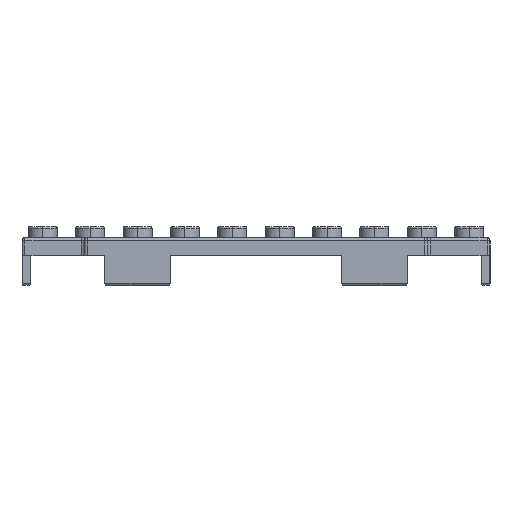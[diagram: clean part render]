
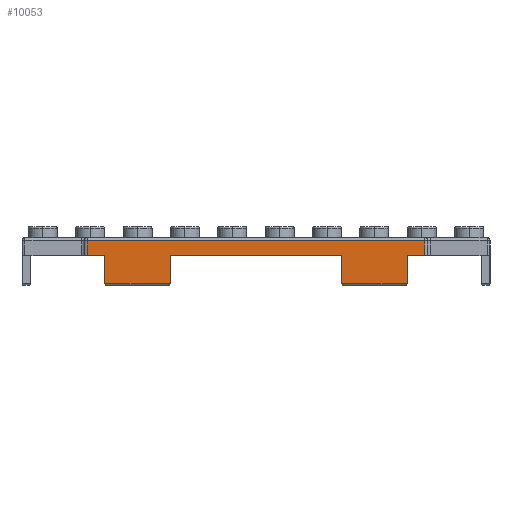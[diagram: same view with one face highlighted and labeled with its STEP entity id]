
A CAD part, left-side view. The second image highlights one B-rep face of the part: STEP entity #10053.
In plain terms, the highlighted planar face has unit normal (-1, 0, 0).
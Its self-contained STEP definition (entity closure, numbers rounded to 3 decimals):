
#1822 = DIRECTION ( 'NONE',  ( 0., 1., 0. ) ) ;
#1828 = CARTESIAN_POINT ( 'NONE',  ( -79.5, -28.5, 0. ) ) ;
#1842 = DIRECTION ( 'NONE',  ( 0., 1., 0. ) ) ;
#1870 = CARTESIAN_POINT ( 'NONE',  ( -79.5, -28.5, 0. ) ) ;
#2653 = LINE ( 'NONE', #12054, #2665 ) ;
#2665 = VECTOR ( 'NONE', #12061, 1000. ) ;
#3121 = FACE_OUTER_BOUND ( 'NONE', #41698, .T. ) ;
#3795 = EDGE_CURVE ( 'NONE', #33845, #33850, #42068, .T. ) ;
#3801 = EDGE_CURVE ( 'NONE', #33847, #33848, #42075, .T. ) ;
#3850 = EDGE_CURVE ( 'NONE', #34002, #33928, #2653, .T. ) ;
#5454 = CARTESIAN_POINT ( 'NONE',  ( -79.5, -28.5, 3. ) ) ;
#5459 = PLANE ( 'NONE',  #7669 ) ;
#5462 = DIRECTION ( 'NONE',  ( -1., 0., 0. ) ) ;
#5463 = DIRECTION ( 'NONE',  ( 0., 0., 1. ) ) ;
#7669 = AXIS2_PLACEMENT_3D ( 'NONE', #5454, #5462, #5463 ) ;
#10053 = ADVANCED_FACE ( 'NONE', ( #3121 ), #5459, .T. ) ;
#11148 = ORIENTED_EDGE ( 'NONE', *, *, #35218, .F. ) ;
#11149 = ORIENTED_EDGE ( 'NONE', *, *, #35219, .T. ) ;
#11150 = ORIENTED_EDGE ( 'NONE', *, *, #35220, .T. ) ;
#11151 = ORIENTED_EDGE ( 'NONE', *, *, #3801, .F. ) ;
#11152 = ORIENTED_EDGE ( 'NONE', *, *, #35221, .F. ) ;
#11153 = ORIENTED_EDGE ( 'NONE', *, *, #35222, .T. ) ;
#11154 = ORIENTED_EDGE ( 'NONE', *, *, #35216, .T. ) ;
#11155 = ORIENTED_EDGE ( 'NONE', *, *, #3850, .F. ) ;
#11156 = ORIENTED_EDGE ( 'NONE', *, *, #35223, .F. ) ;
#11157 = ORIENTED_EDGE ( 'NONE', *, *, #35224, .T. ) ;
#11158 = ORIENTED_EDGE ( 'NONE', *, *, #35225, .T. ) ;
#11159 = ORIENTED_EDGE ( 'NONE', *, *, #3795, .F. ) ;
#12054 = CARTESIAN_POINT ( 'NONE',  ( -79.5, -28.5, 0. ) ) ;
#12061 = DIRECTION ( 'NONE',  ( 0., 1., 0. ) ) ;
#13926 = LINE ( 'NONE', #17097, #13929 ) ;
#13929 = VECTOR ( 'NONE', #17099, 1000. ) ;
#13930 = LINE ( 'NONE', #17098, #13932 ) ;
#13931 = LINE ( 'NONE', #17104, #13934 ) ;
#13932 = VECTOR ( 'NONE', #17095, 1000. ) ;
#13933 = LINE ( 'NONE', #17106, #13936 ) ;
#13934 = VECTOR ( 'NONE', #17105, 1000. ) ;
#13935 = LINE ( 'NONE', #17108, #13938 ) ;
#13936 = VECTOR ( 'NONE', #17107, 1000. ) ;
#13937 = LINE ( 'NONE', #17110, #13940 ) ;
#13938 = VECTOR ( 'NONE', #17109, 1000. ) ;
#13939 = LINE ( 'NONE', #17112, #13942 ) ;
#13940 = VECTOR ( 'NONE', #17111, 1000. ) ;
#13941 = LINE ( 'NONE', #17114, #13944 ) ;
#13942 = VECTOR ( 'NONE', #17113, 1000. ) ;
#13943 = LINE ( 'NONE', #17116, #13946 ) ;
#13944 = VECTOR ( 'NONE', #17115, 1000. ) ;
#13946 = VECTOR ( 'NONE', #17117, 1000. ) ;
#14609 = CARTESIAN_POINT ( 'NONE',  ( -79.5, -14.5, 0. ) ) ;
#14611 = CARTESIAN_POINT ( 'NONE',  ( -79.5, -28.5, 0. ) ) ;
#14612 = CARTESIAN_POINT ( 'NONE',  ( -79.5, -25.5, 0. ) ) ;
#14614 = CARTESIAN_POINT ( 'NONE',  ( -79.5, 14.5, 0. ) ) ;
#14692 = CARTESIAN_POINT ( 'NONE',  ( -79.5, 28.5, 0. ) ) ;
#14722 = CARTESIAN_POINT ( 'NONE',  ( -79.5, 25.5, -4.75 ) ) ;
#14728 = CARTESIAN_POINT ( 'NONE',  ( -79.5, 28.5, 2.5 ) ) ;
#14729 = CARTESIAN_POINT ( 'NONE',  ( -79.5, -14.5, -4.75 ) ) ;
#14766 = CARTESIAN_POINT ( 'NONE',  ( -79.5, 25.5, 0. ) ) ;
#14790 = CARTESIAN_POINT ( 'NONE',  ( -79.5, -28.5, 2.5 ) ) ;
#14801 = CARTESIAN_POINT ( 'NONE',  ( -79.5, -25.5, -4.75 ) ) ;
#14803 = CARTESIAN_POINT ( 'NONE',  ( -79.5, 14.5, -4.75 ) ) ;
#17095 = DIRECTION ( 'NONE',  ( 0., 0., 1. ) ) ;
#17097 = CARTESIAN_POINT ( 'NONE',  ( -79.5, 28.5, 3. ) ) ;
#17098 = CARTESIAN_POINT ( 'NONE',  ( -79.5, -14.5, -5. ) ) ;
#17099 = DIRECTION ( 'NONE',  ( 0., 0., -1. ) ) ;
#17104 = CARTESIAN_POINT ( 'NONE',  ( -79.5, -28.5, -4.75 ) ) ;
#17105 = DIRECTION ( 'NONE',  ( 0., -1., 0. ) ) ;
#17106 = CARTESIAN_POINT ( 'NONE',  ( -79.5, -25.5, -5. ) ) ;
#17107 = DIRECTION ( 'NONE',  ( 0., 0., 1. ) ) ;
#17108 = CARTESIAN_POINT ( 'NONE',  ( -79.5, -28.5, 3. ) ) ;
#17109 = DIRECTION ( 'NONE',  ( 0., 0., -1. ) ) ;
#17110 = CARTESIAN_POINT ( 'NONE',  ( -79.5, -28.5, 2.5 ) ) ;
#17111 = DIRECTION ( 'NONE',  ( 0., 1., 0. ) ) ;
#17112 = CARTESIAN_POINT ( 'NONE',  ( -79.5, 25.5, -5. ) ) ;
#17113 = DIRECTION ( 'NONE',  ( 0., 0., 1. ) ) ;
#17114 = CARTESIAN_POINT ( 'NONE',  ( -79.5, -28.5, -4.75 ) ) ;
#17115 = DIRECTION ( 'NONE',  ( 0., -1., 0. ) ) ;
#17116 = CARTESIAN_POINT ( 'NONE',  ( -79.5, 14.5, -5. ) ) ;
#17117 = DIRECTION ( 'NONE',  ( 0., 0., 1. ) ) ;
#33845 = VERTEX_POINT ( 'NONE', #14609 ) ;
#33847 = VERTEX_POINT ( 'NONE', #14611 ) ;
#33848 = VERTEX_POINT ( 'NONE', #14612 ) ;
#33850 = VERTEX_POINT ( 'NONE', #14614 ) ;
#33928 = VERTEX_POINT ( 'NONE', #14692 ) ;
#33958 = VERTEX_POINT ( 'NONE', #14722 ) ;
#33964 = VERTEX_POINT ( 'NONE', #14728 ) ;
#33965 = VERTEX_POINT ( 'NONE', #14729 ) ;
#34002 = VERTEX_POINT ( 'NONE', #14766 ) ;
#34026 = VERTEX_POINT ( 'NONE', #14790 ) ;
#34037 = VERTEX_POINT ( 'NONE', #14801 ) ;
#34039 = VERTEX_POINT ( 'NONE', #14803 ) ;
#35216 = EDGE_CURVE ( 'NONE', #33964, #33928, #13926, .T. ) ;
#35218 = EDGE_CURVE ( 'NONE', #33965, #33845, #13930, .T. ) ;
#35219 = EDGE_CURVE ( 'NONE', #33965, #34037, #13931, .T. ) ;
#35220 = EDGE_CURVE ( 'NONE', #34037, #33848, #13933, .T. ) ;
#35221 = EDGE_CURVE ( 'NONE', #34026, #33847, #13935, .T. ) ;
#35222 = EDGE_CURVE ( 'NONE', #34026, #33964, #13937, .T. ) ;
#35223 = EDGE_CURVE ( 'NONE', #33958, #34002, #13939, .T. ) ;
#35224 = EDGE_CURVE ( 'NONE', #33958, #34039, #13941, .T. ) ;
#35225 = EDGE_CURVE ( 'NONE', #34039, #33850, #13943, .T. ) ;
#41698 = EDGE_LOOP ( 'NONE', ( #11148, #11149, #11150, #11151, #11152, #11153, #11154, #11155, #11156, #11157, #11158, #11159 ) ) ;
#42068 = LINE ( 'NONE', #1870, #42074 ) ;
#42074 = VECTOR ( 'NONE', #1842, 1000. ) ;
#42075 = LINE ( 'NONE', #1828, #42078 ) ;
#42078 = VECTOR ( 'NONE', #1822, 1000. ) ;
